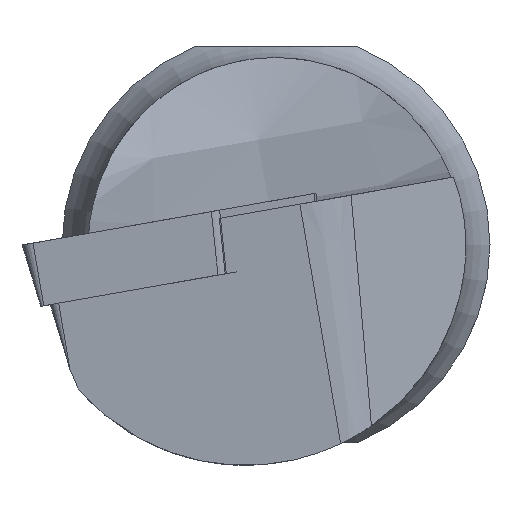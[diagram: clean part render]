
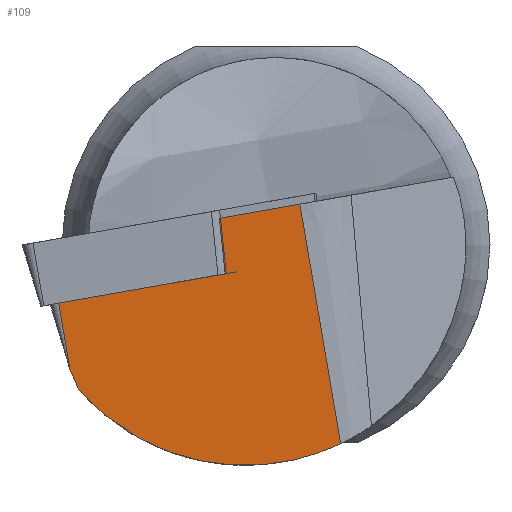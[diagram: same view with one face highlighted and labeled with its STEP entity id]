
A CAD part, left-side view. The second image highlights one B-rep face of the part: STEP entity #109.
In plain terms, the highlighted planar face has unit normal (-0.991, -0.071, -0.111).
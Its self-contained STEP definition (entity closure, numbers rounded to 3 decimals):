
#109=ADVANCED_FACE('',(#160),#143,.T.);
#143=PLANE('',#628);
#160=FACE_OUTER_BOUND('',#191,.T.);
#191=EDGE_LOOP('',(#240,#241,#242,#243,#244,#245,#246));
#228=ELLIPSE('',#627,8.323,8.25);
#240=ORIENTED_EDGE('',*,*,#462,.F.);
#241=ORIENTED_EDGE('',*,*,#463,.F.);
#242=ORIENTED_EDGE('',*,*,#464,.F.);
#243=ORIENTED_EDGE('',*,*,#460,.F.);
#244=ORIENTED_EDGE('',*,*,#465,.T.);
#245=ORIENTED_EDGE('',*,*,#466,.T.);
#246=ORIENTED_EDGE('',*,*,#467,.T.);
#404=VERTEX_POINT('',#850);
#405=VERTEX_POINT('',#852);
#406=VERTEX_POINT('',#856);
#407=VERTEX_POINT('',#857);
#408=VERTEX_POINT('',#859);
#409=VERTEX_POINT('',#862);
#410=VERTEX_POINT('',#864);
#460=EDGE_CURVE('',#404,#405,#542,.T.);
#462=EDGE_CURVE('',#406,#407,#544,.T.);
#463=EDGE_CURVE('',#408,#406,#545,.T.);
#464=EDGE_CURVE('',#405,#408,#546,.T.);
#465=EDGE_CURVE('',#404,#409,#228,.T.);
#466=EDGE_CURVE('',#409,#410,#547,.T.);
#467=EDGE_CURVE('',#410,#407,#548,.T.);
#542=LINE('',#851,#584);
#544=LINE('',#855,#586);
#545=LINE('',#858,#587);
#546=LINE('',#860,#588);
#547=LINE('',#863,#589);
#548=LINE('',#865,#590);
#584=VECTOR('',#689,1.);
#586=VECTOR('',#693,1.);
#587=VECTOR('',#694,1.);
#588=VECTOR('',#695,1.);
#589=VECTOR('',#698,1.);
#590=VECTOR('',#699,1.);
#627=AXIS2_PLACEMENT_3D('',#861,#696,#697);
#628=AXIS2_PLACEMENT_3D('',#866,#700,#701);
#689=DIRECTION('',(-0.13,0.386,0.913));
#693=DIRECTION('',(-0.118,0.104,0.988));
#694=DIRECTION('',(0.052,-0.983,0.173));
#695=DIRECTION('',(-0.122,0.166,0.979));
#696=DIRECTION('',(-0.991,-0.072,-0.111));
#697=DIRECTION('',(0.132,-0.537,-0.833));
#698=DIRECTION('',(-0.122,0.166,0.979));
#699=DIRECTION('',(-0.052,0.983,-0.173));
#700=DIRECTION('',(-0.991,-0.072,-0.111));
#701=DIRECTION('',(-0.111,0.,0.994));
#850=CARTESIAN_POINT('',(0.834,7.392,-5.394));
#851=CARTESIAN_POINT('',(0.71,7.759,-4.525));
#852=CARTESIAN_POINT('',(0.728,7.704,-4.655));
#855=CARTESIAN_POINT('',(0.359,2.244,2.156));
#856=CARTESIAN_POINT('',(0.747,1.903,-1.087));
#857=CARTESIAN_POINT('',(0.499,2.121,0.986));
#858=CARTESIAN_POINT('',(1.473,-11.945,1.354));
#859=CARTESIAN_POINT('',(0.421,8.124,-2.184));
#860=CARTESIAN_POINT('',(0.129,8.523,0.162));
#861=CARTESIAN_POINT('',(0.68,1.15,0.));
#862=CARTESIAN_POINT('',(1.771,-2.415,-7.44));
#863=CARTESIAN_POINT('',(0.62,-0.844,1.814));
#864=CARTESIAN_POINT('',(0.657,-0.894,1.518));
#865=CARTESIAN_POINT('',(0.604,0.106,1.342));
#866=CARTESIAN_POINT('',(1.181,-11.546,3.701));
